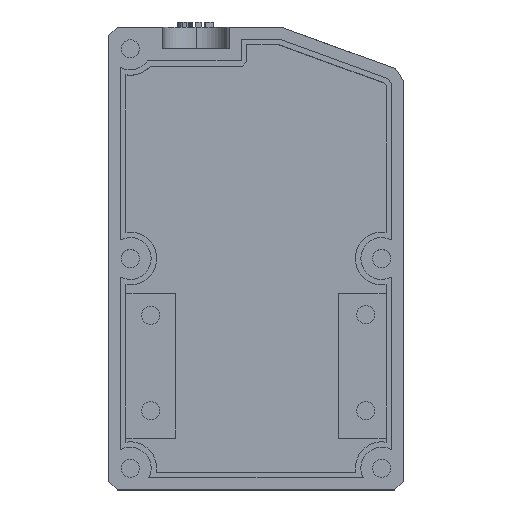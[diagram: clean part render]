
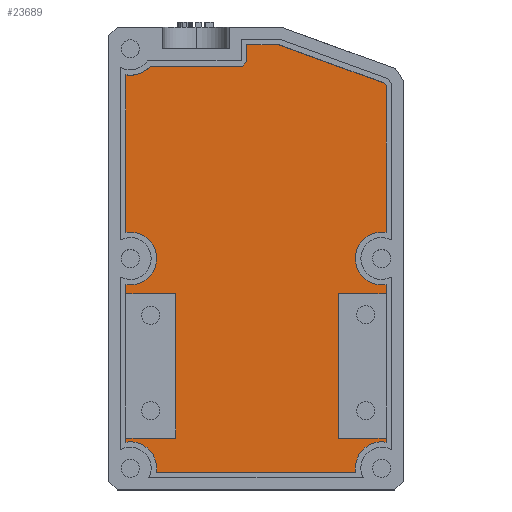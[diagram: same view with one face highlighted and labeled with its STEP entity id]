
A CAD part, top view. The second image highlights one B-rep face of the part: STEP entity #23689.
In plain terms, the highlighted planar face has unit normal (0, 0, 1).
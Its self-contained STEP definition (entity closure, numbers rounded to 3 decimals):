
#3121=FACE_OUTER_BOUND('',#4438,.T.);
#4438=EDGE_LOOP('',(#20790,#20791,#20792,#20793,#20794,#20795,#20796,#20797,
#20798,#20799,#20800,#20801,#20802,#20803));
#6708=LINE('',#44359,#8969);
#6712=LINE('',#44367,#8973);
#6715=LINE('',#44373,#8976);
#6719=LINE('',#44381,#8980);
#6720=LINE('',#44383,#8981);
#6721=LINE('',#44385,#8982);
#6722=LINE('',#44387,#8983);
#6723=LINE('',#44389,#8984);
#6724=LINE('',#44391,#8985);
#6725=LINE('',#44393,#8986);
#6726=LINE('',#44395,#8987);
#6727=LINE('',#44397,#8988);
#6728=LINE('',#44399,#8989);
#6729=LINE('',#44400,#8990);
#8969=VECTOR('',#27911,10.);
#8973=VECTOR('',#27917,10.);
#8976=VECTOR('',#27922,10.);
#8980=VECTOR('',#27930,10.);
#8981=VECTOR('',#27931,10.);
#8982=VECTOR('',#27932,10.);
#8983=VECTOR('',#27933,10.);
#8984=VECTOR('',#27934,10.);
#8985=VECTOR('',#27935,10.);
#8986=VECTOR('',#27936,10.);
#8987=VECTOR('',#27937,10.);
#8988=VECTOR('',#27938,10.);
#8989=VECTOR('',#27939,10.);
#8990=VECTOR('',#27940,10.);
#11293=VERTEX_POINT('',#44357);
#11294=VERTEX_POINT('',#44358);
#11297=VERTEX_POINT('',#44366);
#11299=VERTEX_POINT('',#44372);
#11301=VERTEX_POINT('',#44380);
#11302=VERTEX_POINT('',#44382);
#11303=VERTEX_POINT('',#44384);
#11304=VERTEX_POINT('',#44386);
#11305=VERTEX_POINT('',#44388);
#11306=VERTEX_POINT('',#44390);
#11307=VERTEX_POINT('',#44392);
#11308=VERTEX_POINT('',#44394);
#11309=VERTEX_POINT('',#44396);
#11310=VERTEX_POINT('',#44398);
#14643=EDGE_CURVE('',#11293,#11294,#6708,.T.);
#14647=EDGE_CURVE('',#11294,#11297,#6712,.T.);
#14650=EDGE_CURVE('',#11297,#11299,#6715,.T.);
#14654=EDGE_CURVE('',#11301,#11299,#6719,.T.);
#14655=EDGE_CURVE('',#11302,#11301,#6720,.T.);
#14656=EDGE_CURVE('',#11303,#11302,#6721,.T.);
#14657=EDGE_CURVE('',#11303,#11304,#6722,.T.);
#14658=EDGE_CURVE('',#11304,#11305,#6723,.T.);
#14659=EDGE_CURVE('',#11305,#11306,#6724,.T.);
#14660=EDGE_CURVE('',#11307,#11306,#6725,.T.);
#14661=EDGE_CURVE('',#11308,#11307,#6726,.T.);
#14662=EDGE_CURVE('',#11309,#11308,#6727,.T.);
#14663=EDGE_CURVE('',#11310,#11309,#6728,.T.);
#14664=EDGE_CURVE('',#11293,#11310,#6729,.T.);
#20790=ORIENTED_EDGE('',*,*,#14643,.T.);
#20791=ORIENTED_EDGE('',*,*,#14647,.T.);
#20792=ORIENTED_EDGE('',*,*,#14650,.T.);
#20793=ORIENTED_EDGE('',*,*,#14654,.F.);
#20794=ORIENTED_EDGE('',*,*,#14655,.F.);
#20795=ORIENTED_EDGE('',*,*,#14656,.F.);
#20796=ORIENTED_EDGE('',*,*,#14657,.T.);
#20797=ORIENTED_EDGE('',*,*,#14658,.T.);
#20798=ORIENTED_EDGE('',*,*,#14659,.T.);
#20799=ORIENTED_EDGE('',*,*,#14660,.F.);
#20800=ORIENTED_EDGE('',*,*,#14661,.F.);
#20801=ORIENTED_EDGE('',*,*,#14662,.F.);
#20802=ORIENTED_EDGE('',*,*,#14663,.F.);
#20803=ORIENTED_EDGE('',*,*,#14664,.F.);
#22424=PLANE('',#24444);
#23689=ADVANCED_FACE('',(#3121),#22424,.T.);
#24444=AXIS2_PLACEMENT_3D('',#44379,#27928,#27929);
#27911=DIRECTION('',(1.,0.,0.));
#27917=DIRECTION('',(0.,-1.,0.));
#27922=DIRECTION('',(-1.,0.,0.));
#27928=DIRECTION('center_axis',(0.,0.,1.));
#27929=DIRECTION('ref_axis',(1.,0.,0.));
#27930=DIRECTION('',(0.,1.,0.));
#27931=DIRECTION('',(-1.,0.,0.));
#27932=DIRECTION('',(0.,-1.,0.));
#27933=DIRECTION('',(-1.,0.,0.));
#27934=DIRECTION('',(0.,1.,0.));
#27935=DIRECTION('',(1.,0.,0.));
#27936=DIRECTION('',(0.,-1.,0.));
#27937=DIRECTION('',(0.574,-0.819,0.));
#27938=DIRECTION('',(0.94,-0.342,0.));
#27939=DIRECTION('',(1.,0.,0.));
#27940=DIRECTION('',(0.,1.,0.));
#44357=CARTESIAN_POINT('',(-35.488,-11.58,4.));
#44358=CARTESIAN_POINT('',(-24.,-11.58,4.));
#44359=CARTESIAN_POINT('',(-14.696,-11.58,4.));
#44366=CARTESIAN_POINT('',(-24.,-45.,4.));
#44367=CARTESIAN_POINT('',(-24.,-24.25,4.));
#44372=CARTESIAN_POINT('',(-35.488,-45.,4.));
#44373=CARTESIAN_POINT('',(-20.44,-45.,4.));
#44379=CARTESIAN_POINT('Origin',(-5.393,-3.5,4.));
#44380=CARTESIAN_POINT('',(-35.488,-53.,4.));
#44381=CARTESIAN_POINT('',(-35.488,23.25,4.));
#44382=CARTESIAN_POINT('',(24.703,-53.,4.));
#44383=CARTESIAN_POINT('',(-22.44,-53.,4.));
#44384=CARTESIAN_POINT('',(24.703,-45.,4.));
#44385=CARTESIAN_POINT('',(24.703,-30.25,4.));
#44386=CARTESIAN_POINT('',(13.701,-45.,4.));
#44387=CARTESIAN_POINT('',(4.154,-45.,4.));
#44388=CARTESIAN_POINT('',(13.701,-11.58,4.));
#44389=CARTESIAN_POINT('',(13.701,-7.54,4.));
#44390=CARTESIAN_POINT('',(24.703,-11.58,4.));
#44391=CARTESIAN_POINT('',(9.655,-11.58,4.));
#44392=CARTESIAN_POINT('',(24.703,36.478,4.));
#44393=CARTESIAN_POINT('',(24.703,-30.25,4.));
#44394=CARTESIAN_POINT('',(24.27,37.096,4.));
#44395=CARTESIAN_POINT('',(29.036,30.29,4.));
#44396=CARTESIAN_POINT('',(-0.193,46.,4.));
#44397=CARTESIAN_POINT('',(19.23,38.931,4.));
#44398=CARTESIAN_POINT('',(-35.488,46.,4.));
#44399=CARTESIAN_POINT('',(-2.44,46.,4.));
#44400=CARTESIAN_POINT('',(-35.488,23.25,4.));
